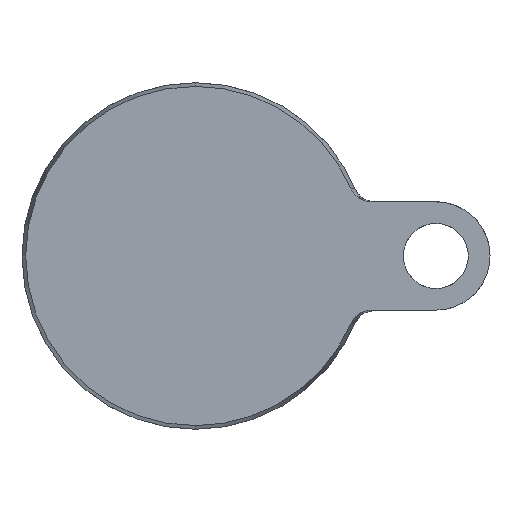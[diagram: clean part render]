
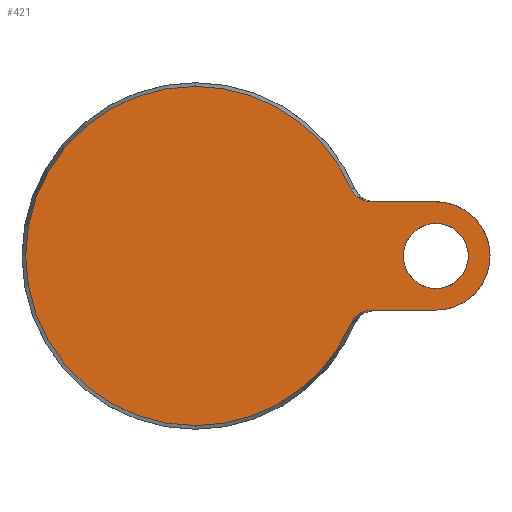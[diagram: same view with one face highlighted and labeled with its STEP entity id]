
A CAD part, front view. The second image highlights one B-rep face of the part: STEP entity #421.
In plain terms, the highlighted planar face has unit normal (0, -1, 0).
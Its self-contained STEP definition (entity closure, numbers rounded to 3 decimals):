
#6 = PLANE ( 'NONE',  #155 ) ;
#11 = EDGE_LOOP ( 'NONE', ( #1590, #754 ) ) ;
#19 = DIRECTION ( 'NONE',  ( 0., -1., 0. ) ) ;
#21 = CARTESIAN_POINT ( 'NONE',  ( 35.928, 0., -15.535 ) ) ;
#34 = CARTESIAN_POINT ( 'NONE',  ( 39.603, 0., 12.57 ) ) ;
#89 = DIRECTION ( 'NONE',  ( 0., 0., -1. ) ) ;
#95 = VERTEX_POINT ( 'NONE', #21 ) ;
#97 = AXIS2_PLACEMENT_3D ( 'NONE', #184, #1187, #917 ) ;
#114 = CARTESIAN_POINT ( 'NONE',  ( 55.5, 0., -7.5 ) ) ;
#142 = CARTESIAN_POINT ( 'NONE',  ( 0., 0., 0. ) ) ;
#154 = CARTESIAN_POINT ( 'NONE',  ( 35.928, 0., -15.535 ) ) ;
#155 = AXIS2_PLACEMENT_3D ( 'NONE', #416, #890, #1510 ) ;
#160 = EDGE_CURVE ( 'NONE', #1009, #487, #882, .T. ) ;
#167 = CARTESIAN_POINT ( 'NONE',  ( 37.598, 0., 13.453 ) ) ;
#175 = CARTESIAN_POINT ( 'NONE',  ( 37.4, 0., 13.603 ) ) ;
#180 = EDGE_CURVE ( 'NONE', #1009, #1132, #748, .T. ) ;
#184 = CARTESIAN_POINT ( 'NONE',  ( 55.5, 0., 0. ) ) ;
#213 = CARTESIAN_POINT ( 'NONE',  ( 55.5, 0., 7.5 ) ) ;
#258 = CARTESIAN_POINT ( 'NONE',  ( 38.218, 0., -13.072 ) ) ;
#260 = CARTESIAN_POINT ( 'NONE',  ( 15., 0., 12.5 ) ) ;
#271 = EDGE_CURVE ( 'NONE', #732, #1622, #684, .T. ) ;
#291 = DIRECTION ( 'NONE',  ( 0., 1., 0. ) ) ;
#296 = EDGE_CURVE ( 'NONE', #438, #1604, #1211, .T. ) ;
#299 = CARTESIAN_POINT ( 'NONE',  ( 35.928, 0., 15.535 ) ) ;
#354 = ORIENTED_EDGE ( 'NONE', *, *, #1346, .F. ) ;
#359 = ORIENTED_EDGE ( 'NONE', *, *, #1477, .T. ) ;
#369 = CARTESIAN_POINT ( 'NONE',  ( 35.928, 0., 15.535 ) ) ;
#411 = CARTESIAN_POINT ( 'NONE',  ( 37.031, 0., -13.929 ) ) ;
#413 = EDGE_CURVE ( 'NONE', #1622, #732, #1485, .T. ) ;
#416 = CARTESIAN_POINT ( 'NONE',  ( -39.143, 0., 0. ) ) ;
#421 = ADVANCED_FACE ( 'NONE', ( #656, #1533 ), #6, .F. ) ;
#437 = CARTESIAN_POINT ( 'NONE',  ( 38.221, 0., 13.07 ) ) ;
#438 = VERTEX_POINT ( 'NONE', #899 ) ;
#444 = CARTESIAN_POINT ( 'NONE',  ( 38.008, 0., 13.187 ) ) ;
#447 = CARTESIAN_POINT ( 'NONE',  ( 0., 0., 0. ) ) ;
#451 = VECTOR ( 'NONE', #714, 1000. ) ;
#470 = CARTESIAN_POINT ( 'NONE',  ( 0., 0., -39.143 ) ) ;
#487 = VERTEX_POINT ( 'NONE', #1326 ) ;
#511 = CARTESIAN_POINT ( 'NONE',  ( 40.579, 0., -12.5 ) ) ;
#516 = DIRECTION ( 'NONE',  ( 0., 1., 0. ) ) ;
#519 = CARTESIAN_POINT ( 'NONE',  ( 38., 0., -13.192 ) ) ;
#536 = CARTESIAN_POINT ( 'NONE',  ( 55.5, 0., 0. ) ) ;
#603 = AXIS2_PLACEMENT_3D ( 'NONE', #142, #19, #759 ) ;
#619 = CARTESIAN_POINT ( 'NONE',  ( 37.397, 0., -13.606 ) ) ;
#638 = DIRECTION ( 'NONE',  ( 0., 0., 1. ) ) ;
#649 = CARTESIAN_POINT ( 'NONE',  ( 39.592, 0., -12.572 ) ) ;
#656 = FACE_OUTER_BOUND ( 'NONE', #1006, .T. ) ;
#667 = CARTESIAN_POINT ( 'NONE',  ( 37.032, 0., 13.927 ) ) ;
#683 = AXIS2_PLACEMENT_3D ( 'NONE', #447, #1169, #937 ) ;
#684 = CIRCLE ( 'NONE', #1118, 7.5 ) ;
#702 = EDGE_CURVE ( 'NONE', #95, #1604, #1522, .T. ) ;
#712 = ORIENTED_EDGE ( 'NONE', *, *, #180, .T. ) ;
#714 = DIRECTION ( 'NONE',  ( -1., 0., 0. ) ) ;
#732 = VERTEX_POINT ( 'NONE', #114 ) ;
#733 = ORIENTED_EDGE ( 'NONE', *, *, #296, .F. ) ;
#748 = B_SPLINE_CURVE_WITH_KNOTS ( 'NONE', 3,
 ( #815, #1555, #34, #1317, #1190, #437, #444, #167, #175, #667, #1586, #911, #933, #299 ),
 .UNSPECIFIED., .F., .F.,
 ( 4, 2, 2, 2, 2, 2, 4 ),
 ( 0., 0.001, 0.002, 0.003, 0.004, 0.004, 0.006 ),
 .UNSPECIFIED. ) ;
#751 = VECTOR ( 'NONE', #1140, 1000. ) ;
#754 = ORIENTED_EDGE ( 'NONE', *, *, #413, .T. ) ;
#759 = DIRECTION ( 'NONE',  ( 0., 0., -1. ) ) ;
#773 = EDGE_CURVE ( 'NONE', #1186, #1017, #1049, .T. ) ;
#790 = DIRECTION ( 'NONE',  ( 0., 0., 1. ) ) ;
#815 = CARTESIAN_POINT ( 'NONE',  ( 40.579, 0., 12.5 ) ) ;
#823 = CARTESIAN_POINT ( 'NONE',  ( 0., 0., 0. ) ) ;
#837 = CARTESIAN_POINT ( 'NONE',  ( 40.579, 0., -12.5 ) ) ;
#881 = CARTESIAN_POINT ( 'NONE',  ( 36.124, 0., -15.081 ) ) ;
#882 = LINE ( 'NONE', #260, #751 ) ;
#890 = DIRECTION ( 'NONE',  ( 0., 1., 0. ) ) ;
#899 = CARTESIAN_POINT ( 'NONE',  ( 55.5, 0., -12.5 ) ) ;
#911 = CARTESIAN_POINT ( 'NONE',  ( 36.388, 0., 14.659 ) ) ;
#917 = DIRECTION ( 'NONE',  ( 0., 0., -1. ) ) ;
#933 = CARTESIAN_POINT ( 'NONE',  ( 36.124, 0., 15.081 ) ) ;
#937 = DIRECTION ( 'NONE',  ( 0., 0., -1. ) ) ;
#995 = CARTESIAN_POINT ( 'NONE',  ( 36.381, 0., -14.668 ) ) ;
#1006 = EDGE_LOOP ( 'NONE', ( #1398, #712, #1125, #1045, #359, #1192, #733, #354 ) ) ;
#1009 = VERTEX_POINT ( 'NONE', #1587 ) ;
#1017 = VERTEX_POINT ( 'NONE', #470 ) ;
#1045 = ORIENTED_EDGE ( 'NONE', *, *, #773, .T. ) ;
#1049 = CIRCLE ( 'NONE', #603, 39.143 ) ;
#1114 = CARTESIAN_POINT ( 'NONE',  ( 15., 0., -12.5 ) ) ;
#1117 = CARTESIAN_POINT ( 'NONE',  ( 36.857, 0., -14.106 ) ) ;
#1118 = AXIS2_PLACEMENT_3D ( 'NONE', #1406, #291, #790 ) ;
#1125 = ORIENTED_EDGE ( 'NONE', *, *, #1440, .T. ) ;
#1132 = VERTEX_POINT ( 'NONE', #369 ) ;
#1140 = DIRECTION ( 'NONE',  ( 1., 0., 0. ) ) ;
#1146 = CARTESIAN_POINT ( 'NONE',  ( 0., 0., 39.143 ) ) ;
#1153 = AXIS2_PLACEMENT_3D ( 'NONE', #536, #516, #638 ) ;
#1169 = DIRECTION ( 'NONE',  ( 0., -1., 0. ) ) ;
#1186 = VERTEX_POINT ( 'NONE', #1146 ) ;
#1187 = DIRECTION ( 'NONE',  ( 0., 1., 0. ) ) ;
#1190 = CARTESIAN_POINT ( 'NONE',  ( 38.665, 0., 12.866 ) ) ;
#1192 = ORIENTED_EDGE ( 'NONE', *, *, #702, .T. ) ;
#1210 = DIRECTION ( 'NONE',  ( 0., -1., 0. ) ) ;
#1211 = LINE ( 'NONE', #1114, #451 ) ;
#1219 = CIRCLE ( 'NONE', #97, 12.5 ) ;
#1268 = CARTESIAN_POINT ( 'NONE',  ( 38.891, 0., -12.781 ) ) ;
#1317 = CARTESIAN_POINT ( 'NONE',  ( 38.897, 0., 12.778 ) ) ;
#1326 = CARTESIAN_POINT ( 'NONE',  ( 55.5, 0., 12.5 ) ) ;
#1335 = CIRCLE ( 'NONE', #683, 39.143 ) ;
#1346 = EDGE_CURVE ( 'NONE', #487, #438, #1219, .T. ) ;
#1383 = CARTESIAN_POINT ( 'NONE',  ( 40.085, 0., -12.5 ) ) ;
#1394 = CARTESIAN_POINT ( 'NONE',  ( 38.663, 0., -12.866 ) ) ;
#1398 = ORIENTED_EDGE ( 'NONE', *, *, #160, .F. ) ;
#1406 = CARTESIAN_POINT ( 'NONE',  ( 55.5, 0., 0. ) ) ;
#1433 = CIRCLE ( 'NONE', #1547, 39.143 ) ;
#1440 = EDGE_CURVE ( 'NONE', #1132, #1186, #1335, .T. ) ;
#1477 = EDGE_CURVE ( 'NONE', #1017, #95, #1433, .T. ) ;
#1485 = CIRCLE ( 'NONE', #1153, 7.5 ) ;
#1510 = DIRECTION ( 'NONE',  ( 0., 0., 1. ) ) ;
#1517 = CARTESIAN_POINT ( 'NONE',  ( 37.591, 0., -13.458 ) ) ;
#1522 = B_SPLINE_CURVE_WITH_KNOTS ( 'NONE', 3,
 ( #154, #881, #995, #1117, #411, #619, #1517, #519, #258, #1394, #1268, #649, #1383, #511 ),
 .UNSPECIFIED., .F., .F.,
 ( 4, 2, 2, 2, 2, 2, 4 ),
 ( 0., 0.001, 0.002, 0.003, 0.004, 0.004, 0.006 ),
 .UNSPECIFIED. ) ;
#1533 = FACE_BOUND ( 'NONE', #11, .T. ) ;
#1547 = AXIS2_PLACEMENT_3D ( 'NONE', #823, #1210, #89 ) ;
#1555 = CARTESIAN_POINT ( 'NONE',  ( 40.085, 0., 12.5 ) ) ;
#1586 = CARTESIAN_POINT ( 'NONE',  ( 36.861, 0., 14.101 ) ) ;
#1587 = CARTESIAN_POINT ( 'NONE',  ( 40.579, 0., 12.5 ) ) ;
#1590 = ORIENTED_EDGE ( 'NONE', *, *, #271, .T. ) ;
#1604 = VERTEX_POINT ( 'NONE', #837 ) ;
#1622 = VERTEX_POINT ( 'NONE', #213 ) ;
